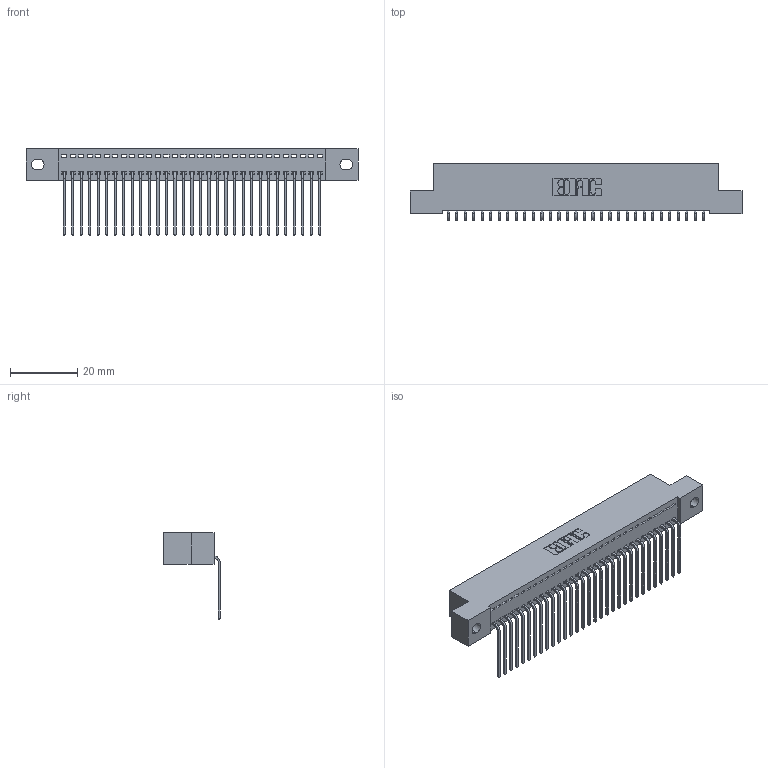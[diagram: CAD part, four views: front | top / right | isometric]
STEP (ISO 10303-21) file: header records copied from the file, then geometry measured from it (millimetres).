
FILE_DESCRIPTION (( 'STEP AP203' ), '1' );
FILE_NAME ('342-031-559-102.STEP', '2018-08-11T16:26:15', ( '' ), ( '' ), 'SwSTEP 2.0', 'SolidWorks 2016', '' );
FILE_SCHEMA (( 'CONFIG_CONTROL_DESIGN' ));
Length unit declared in the file: inch
Products named in the file (3): 342-031-559-102; 342 Part_.128 Slot; 345-292-001_558 559 Tail - 1
Assembly tree (32 placements, depth 2):
  342-031-559-102
    342 Part_.128 Slot
    345-292-001_558 559 Tail - 1  x31
Bounding box: 99.06 x 16.83 x 25.78 mm (x, y, z)
Volume: 8696.2 mm3; surface area: 12910.8 mm2
Topology: 32 solids, 32 shells, 1974 faces, 5953 edges, 3926 vertices
Faces by surface type: plane 1434, cylinder 540
Entity records: 20461 total; most frequent: CARTESIAN_POINT 3539, ORIENTED_EDGE 3506, DIRECTION 3007, EDGE_CURVE 1753, LINE 1625, VECTOR 1625, VERTEX_POINT 1166, AXIS2_PLACEMENT_3D 691
